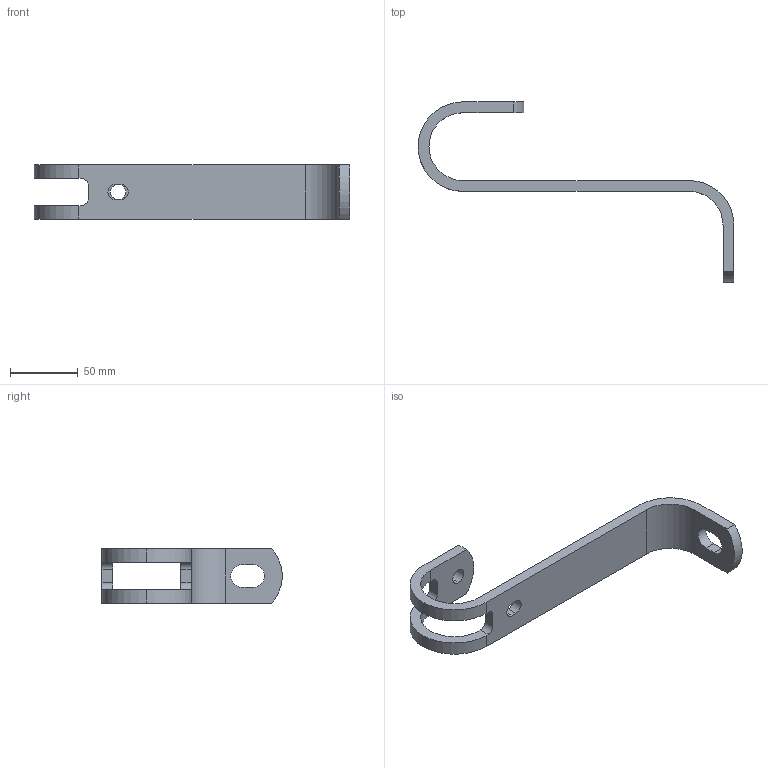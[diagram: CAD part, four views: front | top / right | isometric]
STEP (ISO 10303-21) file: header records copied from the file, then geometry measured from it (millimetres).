
FILE_DESCRIPTION (( 'STEP AP203' ), '1' );
FILE_NAME ('0929061000.STEP', '2024-05-21T12:11:31', ( '' ), ( '' ), 'SwSTEP 2.0', 'SolidWorks 2022', '' );
FILE_SCHEMA (( 'CONFIG_CONTROL_DESIGN' ));
Length unit declared in the file: millimetre
Products named in the file (1): 0929061000
Bounding box: 233 x 132.9 x 40 mm (x, y, z)
Volume: 102053.3 mm3; surface area: 35333.2 mm2
Topology: 1 solids, 1 shells, 39 faces, 117 edges, 78 vertices
Faces by surface type: cylinder 23, plane 16
Entity records: 1430 total; most frequent: DIRECTION 243, CARTESIAN_POINT 235, ORIENTED_EDGE 234, EDGE_CURVE 117, AXIS2_PLACEMENT_3D 86, VERTEX_POINT 78, LINE 71, VECTOR 71
